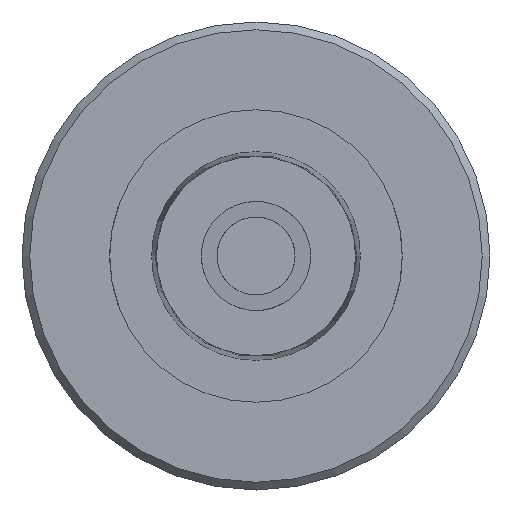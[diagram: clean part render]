
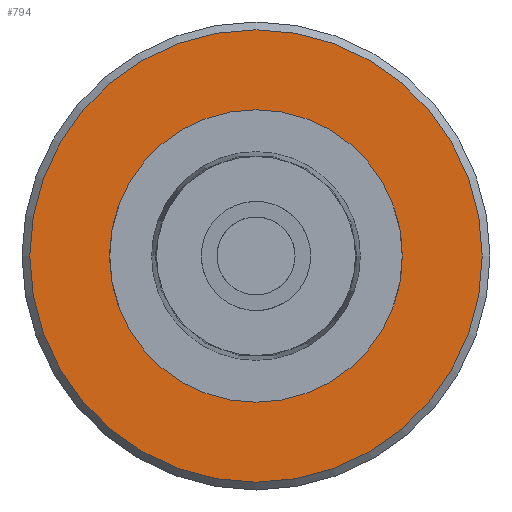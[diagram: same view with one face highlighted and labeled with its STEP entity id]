
A CAD part, front view. The second image highlights one B-rep face of the part: STEP entity #794.
In plain terms, the highlighted planar face has unit normal (0, -1, 0).
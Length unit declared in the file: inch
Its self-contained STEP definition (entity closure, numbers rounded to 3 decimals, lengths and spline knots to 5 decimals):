
#767=CARTESIAN_POINT('',(0.43375,0.0515,0.0));
#768=DIRECTION('',(0.0,-1.0,0.0));
#769=DIRECTION('',(0.0,0.0,-1.0));
#770=AXIS2_PLACEMENT_3D('',#767,#768,#769);
#771=PLANE('',#770);
#772=CARTESIAN_POINT('',(0.58,0.0515,0.0));
#773=VERTEX_POINT('',#772);
#774=CARTESIAN_POINT('',(0.,0.0515,0.0));
#775=DIRECTION('',(0.0,1.0,0.0));
#776=DIRECTION('',(1.0,0.0,0.0));
#777=AXIS2_PLACEMENT_3D('',#774,#775,#776);
#778=CIRCLE('',#777,0.58);
#779=EDGE_CURVE('',#773,#773,#778,.T.);
#780=ORIENTED_EDGE('',*,*,#779,.F.);
#781=EDGE_LOOP('',(#780));
#782=FACE_OUTER_BOUND('',#781,.T.);
#783=CARTESIAN_POINT('',(0.2875,0.0515,0.0));
#784=VERTEX_POINT('',#783);
#785=CARTESIAN_POINT('',(0.,0.0515,0.0));
#786=DIRECTION('',(0.0,1.0,0.0));
#787=DIRECTION('',(1.0,0.0,0.0));
#788=AXIS2_PLACEMENT_3D('',#785,#786,#787);
#789=CIRCLE('',#788,0.2875);
#790=EDGE_CURVE('',#784,#784,#789,.T.);
#791=ORIENTED_EDGE('',*,*,#790,.T.);
#792=EDGE_LOOP('',(#791));
#793=FACE_BOUND('',#792,.T.);
#794=ADVANCED_FACE('',(#782,#793),#771,.T.);
